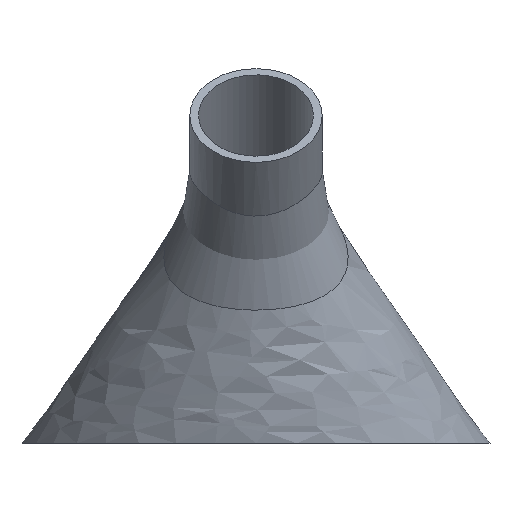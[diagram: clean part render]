
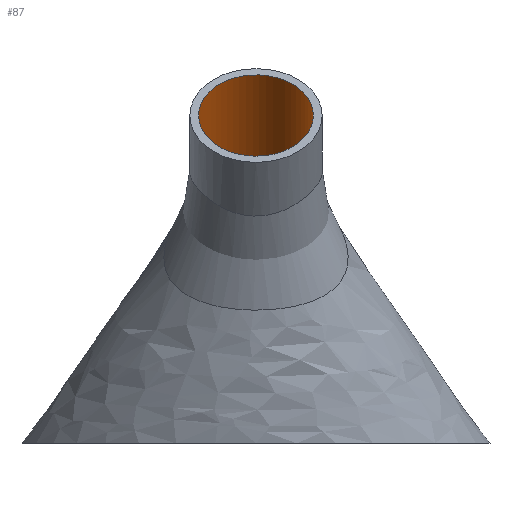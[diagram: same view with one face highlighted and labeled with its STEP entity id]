
A CAD part, left-side view. The second image highlights one B-rep face of the part: STEP entity #87.
In plain terms, the highlighted free-form (B-spline) face has degree [3, 1] with [19, 2] control points.
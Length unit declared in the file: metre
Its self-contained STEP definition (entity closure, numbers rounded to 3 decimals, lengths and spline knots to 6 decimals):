
#16=B_SPLINE_SURFACE_WITH_KNOTS('',3,1,((#669,#670),(#671,#672),(#673,#674),
(#675,#676),(#677,#678),(#679,#680),(#681,#682),(#683,#684),(#685,#686),
(#687,#688),(#689,#690),(#691,#692),(#693,#694),(#695,#696),(#697,#698),
(#699,#700),(#701,#702),(#703,#704),(#705,#706)),
 .SURF_OF_LINEAR_EXTRUSION.,.T.,.F.,.F.,(1,1,1,1,1,1,1,1,1,1,1,1,1,1,1,
1,1,1,1,1,1,1,1),(2,2),(-0.1875,-0.125,-0.0625,0.,0.0625,0.125,0.1875,0.25,
0.3125,0.375,0.4375,0.5,0.5625,0.625,0.6875,0.75,0.8125,0.875,0.9375,1.,
1.0625,1.125,1.1875),(0.,1.),.UNSPECIFIED.);
#17=B_SPLINE_CURVE_WITH_KNOTS('',3,(#120,#121,#122,#123,#124,#125,#126,
#127,#128,#129,#130,#131,#132,#133,#134,#135,#136,#137,#138),
 .UNSPECIFIED.,.T.,.F.,(1,1,1,1,1,1,1,1,1,1,1,1,1,1,1,1,1,1,1,1,1,1,1),
(-0.01524,-0.01016,-0.00508,0.,
0.00508,0.01016,0.01524,0.02032,
0.0254,0.03048,0.035559,0.040639,
0.045719,0.050799,0.055879,0.060959,
0.066039,0.071119,0.076199,0.081279,
0.086359,0.091439,0.096519),.UNSPECIFIED.);
#21=B_SPLINE_CURVE_WITH_KNOTS('',3,(#649,#650,#651,#652,#653,#654,#655,
#656,#657,#658,#659,#660,#661,#662,#663,#664,#665,#666,#667),
 .UNSPECIFIED.,.T.,.F.,(1,1,1,1,1,1,1,1,1,1,1,1,1,1,1,1,1,1,1,1,1,1,1),
(-0.015241,-0.01016,-0.00508,0.,
0.00508,0.01016,0.015241,0.020321,
0.025401,0.030481,0.035562,0.040642,
0.045722,0.050802,0.055882,0.060963,
0.066043,0.071123,0.076203,0.081284,
0.086364,0.091444,0.096524),.UNSPECIFIED.);
#32=ORIENTED_EDGE('',*,*,#37,.T.);
#33=ORIENTED_EDGE('',*,*,#42,.F.);
#37=EDGE_CURVE('',#44,#44,#17,.T.);
#42=EDGE_CURVE('',#49,#49,#21,.T.);
#44=VERTEX_POINT('',#139);
#49=VERTEX_POINT('',#668);
#62=EDGE_LOOP('',(#32));
#63=EDGE_LOOP('',(#33));
#76=FACE_BOUND('',#62,.T.);
#77=FACE_BOUND('',#63,.T.);
#87=ADVANCED_FACE('',(#76,#77),#16,.T.);
#120=CARTESIAN_POINT('',(-0.084742,0.005124,0.065537));
#121=CARTESIAN_POINT('',(-0.085466,-0.000004,0.064813));
#122=CARTESIAN_POINT('',(-0.084745,-0.005107,0.065534));
#123=CARTESIAN_POINT('',(-0.082701,-0.009433,0.067578));
#124=CARTESIAN_POINT('',(-0.079644,-0.012321,0.070635));
#125=CARTESIAN_POINT('',(-0.076038,-0.013338,0.074241));
#126=CARTESIAN_POINT('',(-0.07243,-0.012327,0.077849));
#127=CARTESIAN_POINT('',(-0.069367,-0.009437,0.080912));
#128=CARTESIAN_POINT('',(-0.06732,-0.005106,0.08296));
#129=CARTESIAN_POINT('',(-0.066602,-0.000004,0.083678));
#130=CARTESIAN_POINT('',(-0.067317,0.005096,0.082962));
#131=CARTESIAN_POINT('',(-0.069357,0.009422,0.080922));
#132=CARTESIAN_POINT('',(-0.072413,0.012317,0.077866));
#133=CARTESIAN_POINT('',(-0.076023,0.013339,0.074256));
#134=CARTESIAN_POINT('',(-0.079637,0.012327,0.070642));
#135=CARTESIAN_POINT('',(-0.082697,0.009437,0.067582));
#136=CARTESIAN_POINT('',(-0.084742,0.005124,0.065537));
#137=CARTESIAN_POINT('',(-0.085466,-0.000004,0.064813));
#138=CARTESIAN_POINT('',(-0.084745,-0.005107,0.065534));
#139=CARTESIAN_POINT('',(-0.085225,0.,0.065054));
#649=CARTESIAN_POINT('',(-0.063156,0.005124,0.043952));
#650=CARTESIAN_POINT('',(-0.063897,-0.000004,0.043244));
#651=CARTESIAN_POINT('',(-0.06316,-0.005107,0.043948));
#652=CARTESIAN_POINT('',(-0.061097,-0.009433,0.045974));
#653=CARTESIAN_POINT('',(-0.058051,-0.012322,0.049043));
#654=CARTESIAN_POINT('',(-0.054488,-0.013338,0.052692));
#655=CARTESIAN_POINT('',(-0.050944,-0.012327,0.056363));
#656=CARTESIAN_POINT('',(-0.047947,-0.009437,0.059492));
#657=CARTESIAN_POINT('',(-0.045949,-0.005107,0.061588));
#658=CARTESIAN_POINT('',(-0.045248,-0.000004,0.062324));
#659=CARTESIAN_POINT('',(-0.045946,0.005097,0.061591));
#660=CARTESIAN_POINT('',(-0.047938,0.009422,0.059502));
#661=CARTESIAN_POINT('',(-0.050927,0.012317,0.056381));
#662=CARTESIAN_POINT('',(-0.054473,0.013339,0.052708));
#663=CARTESIAN_POINT('',(-0.058044,0.012327,0.049051));
#664=CARTESIAN_POINT('',(-0.061093,0.009437,0.045979));
#665=CARTESIAN_POINT('',(-0.063156,0.005124,0.043952));
#666=CARTESIAN_POINT('',(-0.063897,-0.000004,0.043244));
#667=CARTESIAN_POINT('',(-0.06316,-0.005107,0.043948));
#668=CARTESIAN_POINT('',(-0.063651,0.,0.043479));
#669=CARTESIAN_POINT('',(-0.067319,-0.005104,0.08296));
#670=CARTESIAN_POINT('',(-0.04559,-0.005104,0.06123));
#671=CARTESIAN_POINT('',(-0.066601,0.,0.083678));
#672=CARTESIAN_POINT('',(-0.044872,0.,0.061948));
#673=CARTESIAN_POINT('',(-0.067319,0.005104,0.08296));
#674=CARTESIAN_POINT('',(-0.04559,0.005104,0.06123));
#675=CARTESIAN_POINT('',(-0.069364,0.009432,0.080915));
#676=CARTESIAN_POINT('',(-0.047634,0.009432,0.059186));
#677=CARTESIAN_POINT('',(-0.072424,0.012323,0.077856));
#678=CARTESIAN_POINT('',(-0.050694,0.012323,0.056126));
#679=CARTESIAN_POINT('',(-0.076033,0.013338,0.074246));
#680=CARTESIAN_POINT('',(-0.054303,0.013338,0.052517));
#681=CARTESIAN_POINT('',(-0.079642,0.012323,0.070637));
#682=CARTESIAN_POINT('',(-0.057913,0.012323,0.048907));
#683=CARTESIAN_POINT('',(-0.082702,0.009432,0.067577));
#684=CARTESIAN_POINT('',(-0.060973,0.009432,0.045847));
#685=CARTESIAN_POINT('',(-0.084747,0.005104,0.065532));
#686=CARTESIAN_POINT('',(-0.063017,0.005104,0.043803));
#687=CARTESIAN_POINT('',(-0.085465,0.,0.064815));
#688=CARTESIAN_POINT('',(-0.063735,0.,0.043085));
#689=CARTESIAN_POINT('',(-0.084747,-0.005104,0.065532));
#690=CARTESIAN_POINT('',(-0.063017,-0.005104,0.043803));
#691=CARTESIAN_POINT('',(-0.082702,-0.009432,0.067577));
#692=CARTESIAN_POINT('',(-0.060973,-0.009432,0.045847));
#693=CARTESIAN_POINT('',(-0.079642,-0.012323,0.070637));
#694=CARTESIAN_POINT('',(-0.057913,-0.012323,0.048907));
#695=CARTESIAN_POINT('',(-0.076033,-0.013338,0.074246));
#696=CARTESIAN_POINT('',(-0.054303,-0.013338,0.052517));
#697=CARTESIAN_POINT('',(-0.072424,-0.012323,0.077856));
#698=CARTESIAN_POINT('',(-0.050694,-0.012323,0.056126));
#699=CARTESIAN_POINT('',(-0.069364,-0.009432,0.080915));
#700=CARTESIAN_POINT('',(-0.047634,-0.009432,0.059186));
#701=CARTESIAN_POINT('',(-0.067319,-0.005104,0.08296));
#702=CARTESIAN_POINT('',(-0.04559,-0.005104,0.06123));
#703=CARTESIAN_POINT('',(-0.066601,0.,0.083678));
#704=CARTESIAN_POINT('',(-0.044872,0.,0.061948));
#705=CARTESIAN_POINT('',(-0.067319,0.005104,0.08296));
#706=CARTESIAN_POINT('',(-0.04559,0.005104,0.06123));
